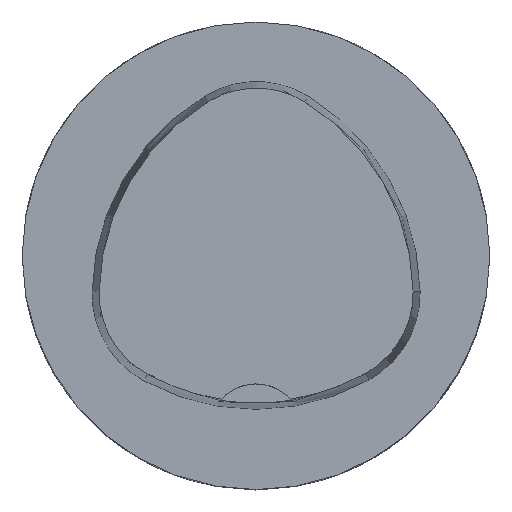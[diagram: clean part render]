
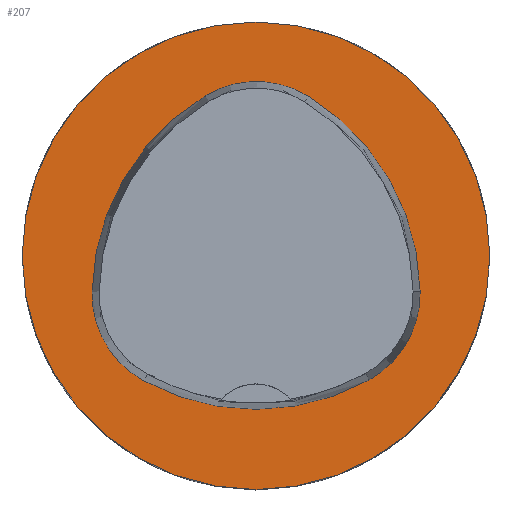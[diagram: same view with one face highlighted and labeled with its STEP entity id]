
A CAD part, top view. The second image highlights one B-rep face of the part: STEP entity #207.
In plain terms, the highlighted planar face has unit normal (0, 0, 1).
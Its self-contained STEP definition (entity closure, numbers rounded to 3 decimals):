
#207=ADVANCED_FACE('',(#391,#392),#247,.T.);
#247=PLANE('',#1145);
#391=FACE_BOUND('',#447,.T.);
#392=FACE_BOUND('',#448,.T.);
#447=EDGE_LOOP('',(#622,#623,#624,#625,#626,#627));
#448=EDGE_LOOP('',(#628));
#622=ORIENTED_EDGE('',*,*,#906,.F.);
#623=ORIENTED_EDGE('',*,*,#901,.F.);
#624=ORIENTED_EDGE('',*,*,#896,.F.);
#625=ORIENTED_EDGE('',*,*,#893,.F.);
#626=ORIENTED_EDGE('',*,*,#890,.F.);
#627=ORIENTED_EDGE('',*,*,#886,.F.);
#628=ORIENTED_EDGE('',*,*,#909,.T.);
#785=VERTEX_POINT('',#1790);
#786=VERTEX_POINT('',#1791);
#789=VERTEX_POINT('',#1799);
#791=VERTEX_POINT('',#1805);
#793=VERTEX_POINT('',#1811);
#797=VERTEX_POINT('',#1824);
#801=VERTEX_POINT('',#1842);
#886=EDGE_CURVE('',#785,#786,#974,.T.);
#890=EDGE_CURVE('',#786,#789,#976,.T.);
#893=EDGE_CURVE('',#789,#791,#978,.T.);
#896=EDGE_CURVE('',#791,#793,#980,.T.);
#901=EDGE_CURVE('',#793,#797,#983,.T.);
#906=EDGE_CURVE('',#797,#785,#986,.T.);
#909=EDGE_CURVE('',#801,#801,#989,.T.);
#974=CIRCLE('',#1122,20.);
#976=CIRCLE('',#1125,8.5);
#978=CIRCLE('',#1128,20.);
#980=CIRCLE('',#1131,8.5);
#983=CIRCLE('',#1135,20.);
#986=CIRCLE('',#1139,8.5);
#989=CIRCLE('',#1144,20.);
#1122=AXIS2_PLACEMENT_3D('',#1789,#1317,#1318);
#1125=AXIS2_PLACEMENT_3D('',#1798,#1325,#1326);
#1128=AXIS2_PLACEMENT_3D('',#1804,#1332,#1333);
#1131=AXIS2_PLACEMENT_3D('',#1810,#1339,#1340);
#1135=AXIS2_PLACEMENT_3D('',#1823,#1348,#1349);
#1139=AXIS2_PLACEMENT_3D('',#1836,#1357,#1358);
#1144=AXIS2_PLACEMENT_3D('',#1841,#1367,#1368);
#1145=AXIS2_PLACEMENT_3D('',#1843,#1369,#1370);
#1317=DIRECTION('',(0.,0.,1.));
#1318=DIRECTION('',(1.,0.,0.));
#1325=DIRECTION('',(0.,0.,1.));
#1326=DIRECTION('',(1.,0.,0.));
#1332=DIRECTION('',(0.,0.,1.));
#1333=DIRECTION('',(1.,0.,0.));
#1339=DIRECTION('',(0.,0.,1.));
#1340=DIRECTION('',(1.,0.,0.));
#1348=DIRECTION('',(0.,0.,1.));
#1349=DIRECTION('',(1.,0.,0.));
#1357=DIRECTION('',(0.,0.,1.));
#1358=DIRECTION('',(1.,0.,0.));
#1367=DIRECTION('',(0.,0.,1.));
#1368=DIRECTION('',(1.,0.,0.));
#1369=DIRECTION('',(0.,0.,1.));
#1370=DIRECTION('',(-1.,0.,0.));
#1789=CARTESIAN_POINT('',(-5.955,-3.414,0.));
#1790=CARTESIAN_POINT('',(14.041,-3.042,0.));
#1791=CARTESIAN_POINT('',(4.472,13.653,0.));
#1798=CARTESIAN_POINT('',(0.04,6.4,0.));
#1799=CARTESIAN_POINT('',(-4.347,13.68,0.));
#1804=CARTESIAN_POINT('',(5.976,-3.45,0.));
#1805=CARTESIAN_POINT('',(-14.021,-3.075,0.));
#1810=CARTESIAN_POINT('',(-5.522,-3.235,0.));
#1811=CARTESIAN_POINT('',(-9.588,-10.699,0.));
#1823=CARTESIAN_POINT('',(-0.022,6.864,0.));
#1824=CARTESIAN_POINT('',(9.655,-10.639,0.));
#1836=CARTESIAN_POINT('',(5.543,-3.2,0.));
#1841=CARTESIAN_POINT('',(0.,0.,0.));
#1842=CARTESIAN_POINT('',(20.,0.,0.));
#1843=CARTESIAN_POINT('',(0.,0.,0.));
